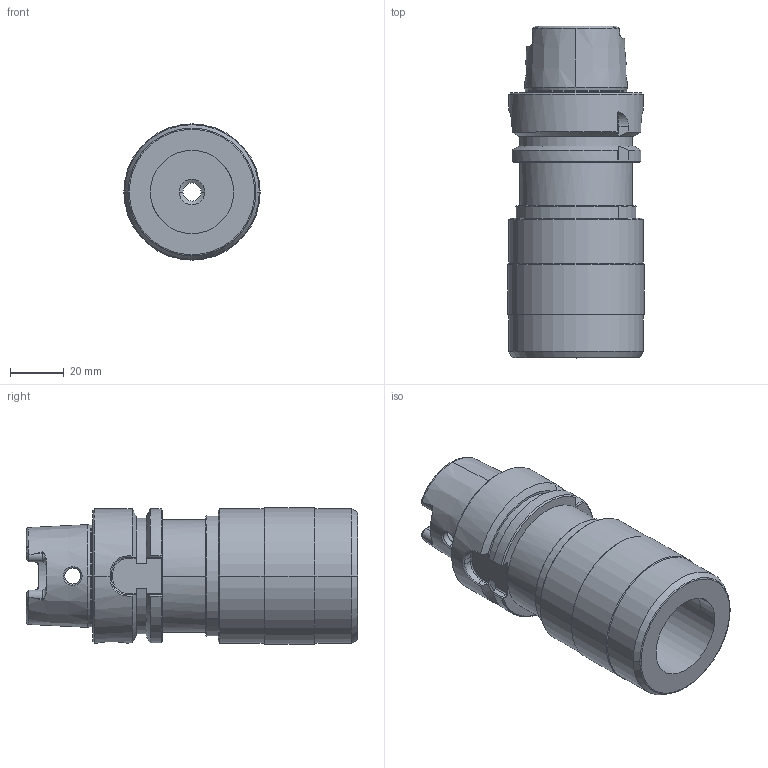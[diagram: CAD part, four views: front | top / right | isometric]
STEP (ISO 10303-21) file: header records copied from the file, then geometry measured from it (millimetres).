
FILE_DESCRIPTION((''),'2;1');
FILE_NAME('21680-H50A','2021-06-10T17:09:15',('046'),(''),'CREO PARAMETRIC BY PTC INC, 2019352','CREO PARAMETRIC BY PTC INC, 2019352','');
FILE_SCHEMA(('CONFIG_CONTROL_DESIGN'));
Length unit declared in the file: millimetre
Products named in the file (1): 21680-H50A
Bounding box: 50.8 x 123.7 x 50.8 mm (x, y, z)
Volume: 148419.9 mm3; surface area: 32058.6 mm2
Topology: 1 solids, 1 shells, 241 faces, 621 edges, 387 vertices
Faces by surface type: plane 75, cylinder 72, cone 50, torus 26, bspline 18
Entity records: 8745 total; most frequent: CARTESIAN_POINT 3006, ORIENTED_EDGE 1238, DIRECTION 1141, EDGE_CURVE 619, AXIS2_PLACEMENT_3D 442, VERTEX_POINT 387, VECTOR 257, LINE 257
